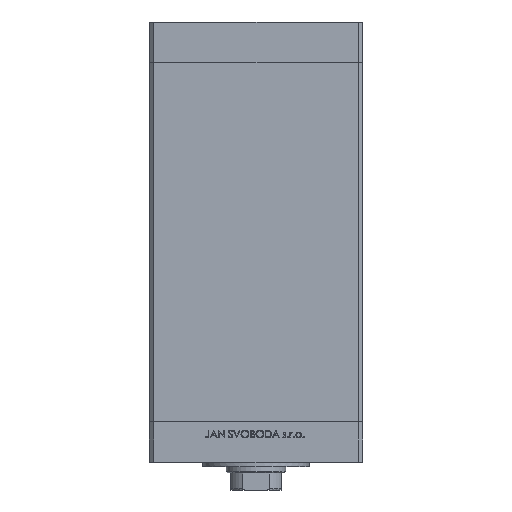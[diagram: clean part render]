
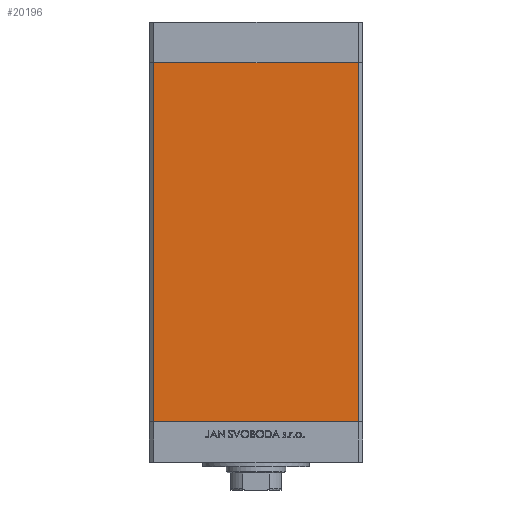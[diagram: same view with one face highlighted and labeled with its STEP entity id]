
A CAD part, front view. The second image highlights one B-rep face of the part: STEP entity #20196.
In plain terms, the highlighted planar face has unit normal (0, -1, 0).
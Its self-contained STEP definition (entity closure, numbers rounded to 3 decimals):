
#523 = CARTESIAN_POINT ( 'NONE',  ( -48., -43.5, 168.5 ) ) ;
#609 = EDGE_CURVE ( 'NONE', #43587, #37930, #47816, .T. ) ;
#1003 = VECTOR ( 'NONE', #24720, 1000. ) ;
#2142 = CARTESIAN_POINT ( 'NONE',  ( -48., -43.5, 0. ) ) ;
#4017 = DIRECTION ( 'NONE',  ( 1., 0., 0. ) ) ;
#6775 = FACE_OUTER_BOUND ( 'NONE', #27543, .T. ) ;
#10970 = ORIENTED_EDGE ( 'NONE', *, *, #33616, .T. ) ;
#11225 = CARTESIAN_POINT ( 'NONE',  ( -48., -43.5, 168.5 ) ) ;
#11700 = EDGE_CURVE ( 'NONE', #20813, #47953, #26405, .T. ) ;
#12907 = CARTESIAN_POINT ( 'NONE',  ( 48., -43.5, 168.5 ) ) ;
#16608 = VECTOR ( 'NONE', #25529, 1000. ) ;
#16834 = ORIENTED_EDGE ( 'NONE', *, *, #609, .F. ) ;
#20196 = ADVANCED_FACE ( 'NONE', ( #6775 ), #48785, .F. ) ;
#20813 = VERTEX_POINT ( 'NONE', #38221 ) ;
#23930 = VECTOR ( 'NONE', #4017, 1000. ) ;
#24720 = DIRECTION ( 'NONE',  ( 0., 0., -1. ) ) ;
#25529 = DIRECTION ( 'NONE',  ( 1., 0., 0. ) ) ;
#26405 = LINE ( 'NONE', #45526, #31438 ) ;
#27543 = EDGE_LOOP ( 'NONE', ( #10970, #16834, #35556, #31332 ) ) ;
#29760 = AXIS2_PLACEMENT_3D ( 'NONE', #11225, #33151, #37127 ) ;
#31332 = ORIENTED_EDGE ( 'NONE', *, *, #11700, .T. ) ;
#31438 = VECTOR ( 'NONE', #45044, 1000. ) ;
#32241 = LINE ( 'NONE', #2142, #16608 ) ;
#32662 = CARTESIAN_POINT ( 'NONE',  ( 48., -43.5, 168.5 ) ) ;
#33151 = DIRECTION ( 'NONE',  ( 0., 1., 0. ) ) ;
#33616 = EDGE_CURVE ( 'NONE', #47953, #37930, #32241, .T. ) ;
#35556 = ORIENTED_EDGE ( 'NONE', *, *, #40240, .F. ) ;
#37127 = DIRECTION ( 'NONE',  ( 0., 0., 1. ) ) ;
#37930 = VERTEX_POINT ( 'NONE', #37949 ) ;
#37949 = CARTESIAN_POINT ( 'NONE',  ( 48., -43.5, 0. ) ) ;
#38221 = CARTESIAN_POINT ( 'NONE',  ( -48., -43.5, 168.5 ) ) ;
#38336 = CARTESIAN_POINT ( 'NONE',  ( -48., -43.5, 0. ) ) ;
#40240 = EDGE_CURVE ( 'NONE', #20813, #43587, #45300, .T. ) ;
#43587 = VERTEX_POINT ( 'NONE', #12907 ) ;
#45044 = DIRECTION ( 'NONE',  ( 0., 0., -1. ) ) ;
#45300 = LINE ( 'NONE', #523, #23930 ) ;
#45526 = CARTESIAN_POINT ( 'NONE',  ( -48., -43.5, 168.5 ) ) ;
#47816 = LINE ( 'NONE', #32662, #1003 ) ;
#47953 = VERTEX_POINT ( 'NONE', #38336 ) ;
#48785 = PLANE ( 'NONE',  #29760 ) ;
